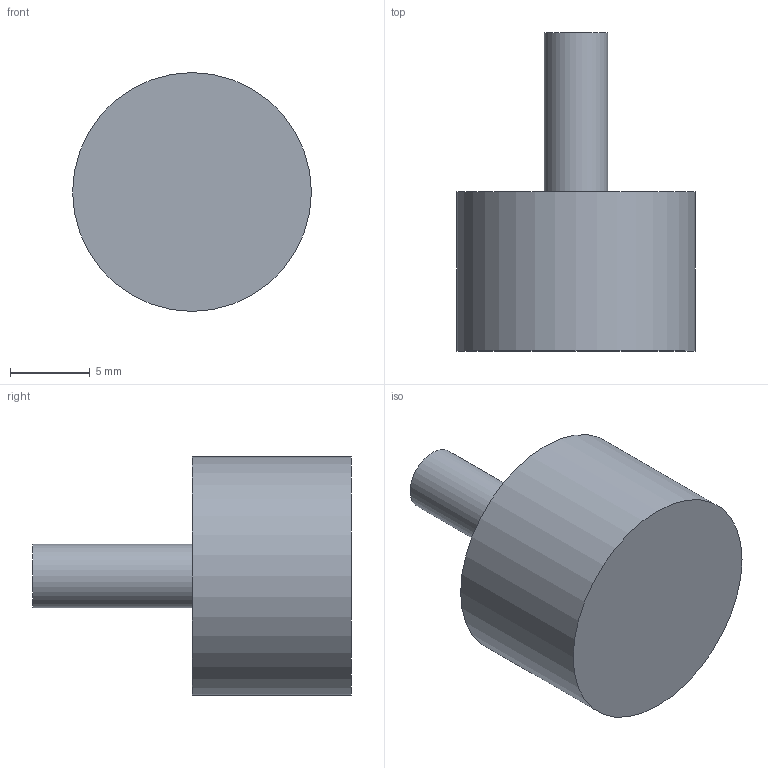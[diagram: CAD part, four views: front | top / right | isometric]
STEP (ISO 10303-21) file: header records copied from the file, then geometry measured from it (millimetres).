
FILE_DESCRIPTION(/* description */ ('Puffer cilindrico A1PM 15X10 M4X10 60 SH'),/* implementation_level */ '2;1');
FILE_NAME(/* name */ 'A1PM1510.stp',/* time_stamp */ '2022-06-17T12:04:31+02:00',/* author */ ('Davide'),/* organization */ (''),/* preprocessor_version */ 'ST-DEVELOPER v18.1',/* originating_system */ 'Autodesk Inventor 2021',/* authorisation */ '');
FILE_SCHEMA (('AUTOMOTIVE_DESIGN { 1 0 10303 214 3 1 1 }'));
Length unit declared in the file: millimetre
Products named in the file (1): A1PM1510
Bounding box: 15 x 20 x 15 mm (x, y, z)
Volume: 1892.8 mm3; surface area: 950.3 mm2
Topology: 1 solids, 1 shells, 5 faces, 6 edges, 4 vertices
Faces by surface type: plane 3, cylinder 2
Full cylindrical faces by diameter (mm): 4 x1, 15 x1
Entity records: 156 total; most frequent: DIRECTION 22, CARTESIAN_POINT 16, ORIENTED_EDGE 12, AXIS2_PLACEMENT_3D 10, EDGE_LOOP 6, EDGE_CURVE 6, FACE_OUTER_BOUND 5, ADVANCED_FACE 5
